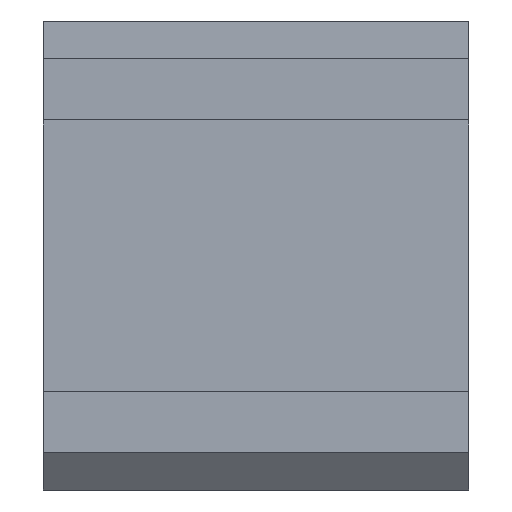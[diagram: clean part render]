
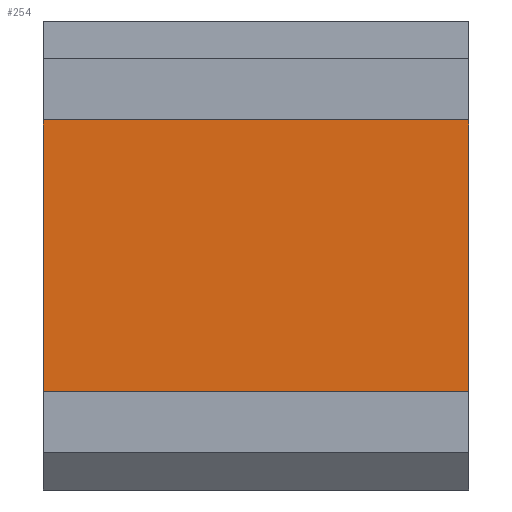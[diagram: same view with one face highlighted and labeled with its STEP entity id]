
A CAD part, top view. The second image highlights one B-rep face of the part: STEP entity #254.
In plain terms, the highlighted planar face has unit normal (0, 0, 1).
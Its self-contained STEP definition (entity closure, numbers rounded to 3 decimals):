
#20=PLANE('',#291);
#34=LINE('',#454,#59);
#40=LINE('',#465,#65);
#41=LINE('',#467,#66);
#42=LINE('',#468,#67);
#59=VECTOR('',#337,10.);
#65=VECTOR('',#345,10.);
#66=VECTOR('',#346,10.);
#67=VECTOR('',#347,10.);
#85=FACE_OUTER_BOUND('',#100,.T.);
#100=EDGE_LOOP('',(#211,#212,#213,#214));
#131=VERTEX_POINT('',#451);
#132=VERTEX_POINT('',#453);
#136=VERTEX_POINT('',#464);
#137=VERTEX_POINT('',#466);
#158=EDGE_CURVE('',#131,#132,#34,.T.);
#164=EDGE_CURVE('',#136,#131,#40,.T.);
#165=EDGE_CURVE('',#137,#136,#41,.T.);
#166=EDGE_CURVE('',#132,#137,#42,.T.);
#211=ORIENTED_EDGE('',*,*,#164,.F.);
#212=ORIENTED_EDGE('',*,*,#165,.F.);
#213=ORIENTED_EDGE('',*,*,#166,.F.);
#214=ORIENTED_EDGE('',*,*,#158,.F.);
#254=ADVANCED_FACE('',(#85),#20,.T.);
#291=AXIS2_PLACEMENT_3D('',#463,#343,#344);
#337=DIRECTION('',(0.,1.,0.));
#343=DIRECTION('center_axis',(0.,0.,1.));
#344=DIRECTION('ref_axis',(0.,-1.,0.));
#345=DIRECTION('',(-1.,0.,0.));
#346=DIRECTION('',(0.,-1.,0.));
#347=DIRECTION('',(1.,0.,0.));
#451=CARTESIAN_POINT('',(20.,-0.357,-0.25));
#453=CARTESIAN_POINT('',(20.,35.357,-0.25));
#454=CARTESIAN_POINT('',(20.,-0.357,-0.25));
#463=CARTESIAN_POINT('Origin',(45.,35.357,-0.25));
#464=CARTESIAN_POINT('',(70.,-0.357,-0.25));
#465=CARTESIAN_POINT('',(45.,-0.357,-0.25));
#466=CARTESIAN_POINT('',(70.,35.357,-0.25));
#467=CARTESIAN_POINT('',(70.,-0.357,-0.25));
#468=CARTESIAN_POINT('',(45.,35.357,-0.25));
